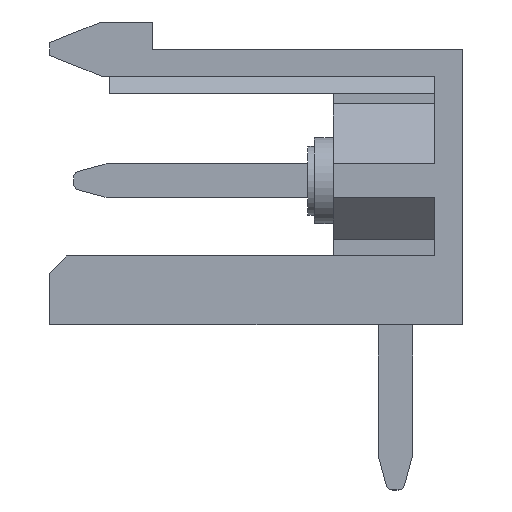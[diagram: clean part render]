
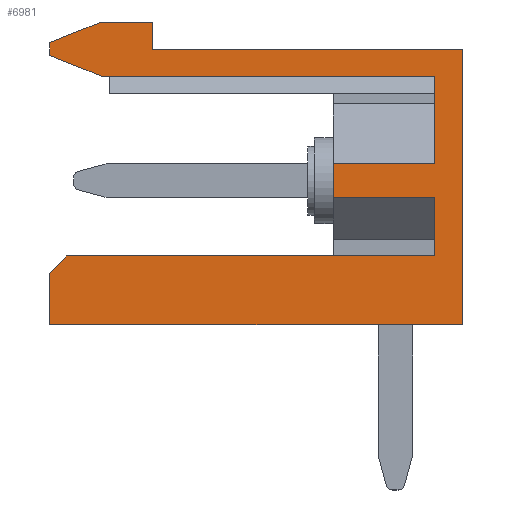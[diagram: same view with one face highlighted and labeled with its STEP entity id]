
A CAD part, left-side view. The second image highlights one B-rep face of the part: STEP entity #6981.
In plain terms, the highlighted planar face has unit normal (-1, 0, 0).
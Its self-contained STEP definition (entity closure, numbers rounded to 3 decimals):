
#256 = VERTEX_POINT ( 'NONE', #10471 ) ;
#348 = LINE ( 'NONE', #23924, #12154 ) ;
#454 = CARTESIAN_POINT ( 'NONE',  ( 0., 12., -8. ) ) ;
#603 = DIRECTION ( 'NONE',  ( 0., -1., 0. ) ) ;
#687 = LINE ( 'NONE', #1080, #6288 ) ;
#850 = DIRECTION ( 'NONE',  ( 0., -1., 0. ) ) ;
#1060 = CARTESIAN_POINT ( 'NONE',  ( 0., 3.75, -3.31 ) ) ;
#1080 = CARTESIAN_POINT ( 'NONE',  ( 0., 0., 0. ) ) ;
#1508 = VECTOR ( 'NONE', #3120, 1000. ) ;
#1944 = CARTESIAN_POINT ( 'NONE',  ( 0., 12., -0.17 ) ) ;
#2114 = VERTEX_POINT ( 'NONE', #8792 ) ;
#2148 = EDGE_CURVE ( 'NONE', #2555, #10317, #22427, .T. ) ;
#2293 = VERTEX_POINT ( 'NONE', #15386 ) ;
#2555 = VERTEX_POINT ( 'NONE', #3713 ) ;
#2655 = EDGE_CURVE ( 'NONE', #6207, #2293, #9935, .T. ) ;
#2668 = LINE ( 'NONE', #10434, #3978 ) ;
#3094 = LINE ( 'NONE', #19813, #8638 ) ;
#3120 = DIRECTION ( 'NONE',  ( 0., -0.928, 0.371 ) ) ;
#3154 = LINE ( 'NONE', #12521, #8055 ) ;
#3192 = DIRECTION ( 'NONE',  ( 0., 0., -1. ) ) ;
#3215 = DIRECTION ( 'NONE',  ( 0., 0., -1. ) ) ;
#3575 = ORIENTED_EDGE ( 'NONE', *, *, #22430, .T. ) ;
#3622 = VERTEX_POINT ( 'NONE', #24296 ) ;
#3713 = CARTESIAN_POINT ( 'NONE',  ( 0., 12., -8. ) ) ;
#3775 = DIRECTION ( 'NONE',  ( 0., 0., -1. ) ) ;
#3978 = VECTOR ( 'NONE', #25127, 1000. ) ;
#4052 = EDGE_CURVE ( 'NONE', #3622, #17511, #348, .T. ) ;
#4064 = DIRECTION ( 'NONE',  ( 0., 0.928, 0.371 ) ) ;
#4263 = ORIENTED_EDGE ( 'NONE', *, *, #21350, .F. ) ;
#5224 = DIRECTION ( 'NONE',  ( 0., -1., 0. ) ) ;
#5275 = DIRECTION ( 'NONE',  ( 0., 0., -1. ) ) ;
#5645 = ORIENTED_EDGE ( 'NONE', *, *, #9712, .F. ) ;
#5725 = CARTESIAN_POINT ( 'NONE',  ( 0., 10.5, 0.8 ) ) ;
#5732 = VECTOR ( 'NONE', #603, 1000. ) ;
#6207 = VERTEX_POINT ( 'NONE', #23437 ) ;
#6288 = VECTOR ( 'NONE', #3215, 1000. ) ;
#6443 = VECTOR ( 'NONE', #21715, 1000. ) ;
#6879 = CARTESIAN_POINT ( 'NONE',  ( 0., 3.75, -3.31 ) ) ;
#6981 = ADVANCED_FACE ( 'NONE', ( #24007 ), #15640, .F. ) ;
#7094 = VERTEX_POINT ( 'NONE', #8412 ) ;
#7132 = CARTESIAN_POINT ( 'NONE',  ( 0., 0., -8. ) ) ;
#7150 = VECTOR ( 'NONE', #12230, 1000. ) ;
#7410 = EDGE_CURVE ( 'NONE', #17802, #7094, #7643, .T. ) ;
#7643 = LINE ( 'NONE', #1060, #18078 ) ;
#7805 = VERTEX_POINT ( 'NONE', #17046 ) ;
#7940 = EDGE_CURVE ( 'NONE', #256, #11676, #20335, .T. ) ;
#8055 = VECTOR ( 'NONE', #22985, 1000. ) ;
#8160 = EDGE_CURVE ( 'NONE', #3622, #10317, #2668, .T. ) ;
#8367 = CARTESIAN_POINT ( 'NONE',  ( 0., 0.8, -0.77 ) ) ;
#8412 = CARTESIAN_POINT ( 'NONE',  ( 0., 3.75, -4.31 ) ) ;
#8638 = VECTOR ( 'NONE', #5224, 1000. ) ;
#8718 = CARTESIAN_POINT ( 'NONE',  ( 0., 12., 0.2 ) ) ;
#8788 = EDGE_CURVE ( 'NONE', #2114, #7805, #14707, .T. ) ;
#8792 = CARTESIAN_POINT ( 'NONE',  ( 0., 0.8, -3.31 ) ) ;
#8917 = VERTEX_POINT ( 'NONE', #8718 ) ;
#9317 = AXIS2_PLACEMENT_3D ( 'NONE', #11451, #17765, #5275 ) ;
#9321 = ORIENTED_EDGE ( 'NONE', *, *, #7410, .T. ) ;
#9503 = CARTESIAN_POINT ( 'NONE',  ( 0., 0., -8. ) ) ;
#9712 = EDGE_CURVE ( 'NONE', #7805, #6207, #18920, .T. ) ;
#9935 = LINE ( 'NONE', #1944, #26026 ) ;
#10317 = VERTEX_POINT ( 'NONE', #22808 ) ;
#10434 = CARTESIAN_POINT ( 'NONE',  ( 0., 11.5, -6. ) ) ;
#10471 = CARTESIAN_POINT ( 'NONE',  ( 0., 9.01, 0. ) ) ;
#10906 = EDGE_CURVE ( 'NONE', #2293, #8917, #12008, .T. ) ;
#11332 = EDGE_CURVE ( 'NONE', #17010, #2555, #18197, .T. ) ;
#11333 = DIRECTION ( 'NONE',  ( 0., -1., 0. ) ) ;
#11426 = CARTESIAN_POINT ( 'NONE',  ( 0., 10.5, 0.8 ) ) ;
#11451 = CARTESIAN_POINT ( 'NONE',  ( 0., 0., 0. ) ) ;
#11676 = VERTEX_POINT ( 'NONE', #27033 ) ;
#11900 = VERTEX_POINT ( 'NONE', #13180 ) ;
#11995 = EDGE_CURVE ( 'NONE', #8917, #19852, #23159, .T. ) ;
#12008 = LINE ( 'NONE', #24801, #7150 ) ;
#12075 = CARTESIAN_POINT ( 'NONE',  ( 0., 9.01, 0.8 ) ) ;
#12154 = VECTOR ( 'NONE', #11333, 1000. ) ;
#12197 = EDGE_CURVE ( 'NONE', #17511, #11900, #3154, .T. ) ;
#12230 = DIRECTION ( 'NONE',  ( 0., 0., 1. ) ) ;
#12521 = CARTESIAN_POINT ( 'NONE',  ( 0., 0.8, -0.77 ) ) ;
#12600 = ORIENTED_EDGE ( 'NONE', *, *, #12197, .F. ) ;
#12712 = VECTOR ( 'NONE', #15606, 1000. ) ;
#12944 = ORIENTED_EDGE ( 'NONE', *, *, #11332, .F. ) ;
#13180 = CARTESIAN_POINT ( 'NONE',  ( 0., 0.8, -4.31 ) ) ;
#13504 = ORIENTED_EDGE ( 'NONE', *, *, #10906, .F. ) ;
#13733 = VECTOR ( 'NONE', #3775, 1000. ) ;
#13922 = ORIENTED_EDGE ( 'NONE', *, *, #8160, .T. ) ;
#13929 = ORIENTED_EDGE ( 'NONE', *, *, #8788, .F. ) ;
#14707 = LINE ( 'NONE', #8367, #15367 ) ;
#15367 = VECTOR ( 'NONE', #23027, 1000. ) ;
#15386 = CARTESIAN_POINT ( 'NONE',  ( 0., 12., -0.17 ) ) ;
#15606 = DIRECTION ( 'NONE',  ( 0., 1., 0. ) ) ;
#15640 = PLANE ( 'NONE',  #9317 ) ;
#15737 = DIRECTION ( 'NONE',  ( 0., -1., 0. ) ) ;
#16026 = ORIENTED_EDGE ( 'NONE', *, *, #24641, .F. ) ;
#16855 = VECTOR ( 'NONE', #17301, 1000. ) ;
#17010 = VERTEX_POINT ( 'NONE', #9503 ) ;
#17046 = CARTESIAN_POINT ( 'NONE',  ( 0., 0.8, -0.77 ) ) ;
#17301 = DIRECTION ( 'NONE',  ( 0., 0., 1. ) ) ;
#17495 = LINE ( 'NONE', #6879, #5732 ) ;
#17510 = CARTESIAN_POINT ( 'NONE',  ( 0., 9.01, 0. ) ) ;
#17511 = VERTEX_POINT ( 'NONE', #22031 ) ;
#17765 = DIRECTION ( 'NONE',  ( 1., 0., 0. ) ) ;
#17767 = VERTEX_POINT ( 'NONE', #22864 ) ;
#17802 = VERTEX_POINT ( 'NONE', #20724 ) ;
#18078 = VECTOR ( 'NONE', #3192, 1000. ) ;
#18197 = LINE ( 'NONE', #7132, #6443 ) ;
#18920 = LINE ( 'NONE', #19737, #12712 ) ;
#19050 = EDGE_CURVE ( 'NONE', #17802, #2114, #17495, .T. ) ;
#19109 = ORIENTED_EDGE ( 'NONE', *, *, #11995, .F. ) ;
#19202 = EDGE_CURVE ( 'NONE', #19852, #17767, #3094, .T. ) ;
#19275 = ORIENTED_EDGE ( 'NONE', *, *, #2148, .F. ) ;
#19308 = LINE ( 'NONE', #12075, #13733 ) ;
#19737 = CARTESIAN_POINT ( 'NONE',  ( 0., 10.5, -0.77 ) ) ;
#19813 = CARTESIAN_POINT ( 'NONE',  ( 0., 10.5, 0.8 ) ) ;
#19852 = VERTEX_POINT ( 'NONE', #5725 ) ;
#20335 = LINE ( 'NONE', #17510, #25290 ) ;
#20602 = ORIENTED_EDGE ( 'NONE', *, *, #19050, .F. ) ;
#20724 = CARTESIAN_POINT ( 'NONE',  ( 0., 3.75, -3.31 ) ) ;
#20760 = EDGE_LOOP ( 'NONE', ( #20948, #13922, #19275, #12944, #4263, #22910, #16026, #21041, #19109, #13504, #24768, #5645, #13929, #20602, #9321, #3575, #12600 ) ) ;
#20948 = ORIENTED_EDGE ( 'NONE', *, *, #4052, .F. ) ;
#21041 = ORIENTED_EDGE ( 'NONE', *, *, #19202, .F. ) ;
#21267 = VECTOR ( 'NONE', #15737, 1000. ) ;
#21350 = EDGE_CURVE ( 'NONE', #11676, #17010, #687, .T. ) ;
#21715 = DIRECTION ( 'NONE',  ( 0., 1., 0. ) ) ;
#21918 = LINE ( 'NONE', #21985, #21267 ) ;
#21985 = CARTESIAN_POINT ( 'NONE',  ( 0., 3.75, -4.31 ) ) ;
#22031 = CARTESIAN_POINT ( 'NONE',  ( 0., 0.8, -6. ) ) ;
#22427 = LINE ( 'NONE', #454, #16855 ) ;
#22430 = EDGE_CURVE ( 'NONE', #7094, #11900, #21918, .T. ) ;
#22808 = CARTESIAN_POINT ( 'NONE',  ( 0., 12., -6.5 ) ) ;
#22864 = CARTESIAN_POINT ( 'NONE',  ( 0., 9.01, 0.8 ) ) ;
#22910 = ORIENTED_EDGE ( 'NONE', *, *, #7940, .F. ) ;
#22985 = DIRECTION ( 'NONE',  ( 0., 0., 1. ) ) ;
#23027 = DIRECTION ( 'NONE',  ( 0., 0., 1. ) ) ;
#23159 = LINE ( 'NONE', #11426, #1508 ) ;
#23437 = CARTESIAN_POINT ( 'NONE',  ( 0., 10.5, -0.77 ) ) ;
#23924 = CARTESIAN_POINT ( 'NONE',  ( 0., 0.8, -6. ) ) ;
#24007 = FACE_OUTER_BOUND ( 'NONE', #20760, .T. ) ;
#24296 = CARTESIAN_POINT ( 'NONE',  ( 0., 11.5, -6. ) ) ;
#24641 = EDGE_CURVE ( 'NONE', #17767, #256, #19308, .T. ) ;
#24768 = ORIENTED_EDGE ( 'NONE', *, *, #2655, .F. ) ;
#24801 = CARTESIAN_POINT ( 'NONE',  ( 0., 12., -0.17 ) ) ;
#25127 = DIRECTION ( 'NONE',  ( 0., 0.707, -0.707 ) ) ;
#25290 = VECTOR ( 'NONE', #850, 1000. ) ;
#26026 = VECTOR ( 'NONE', #4064, 1000. ) ;
#27033 = CARTESIAN_POINT ( 'NONE',  ( 0., 0., 0. ) ) ;
